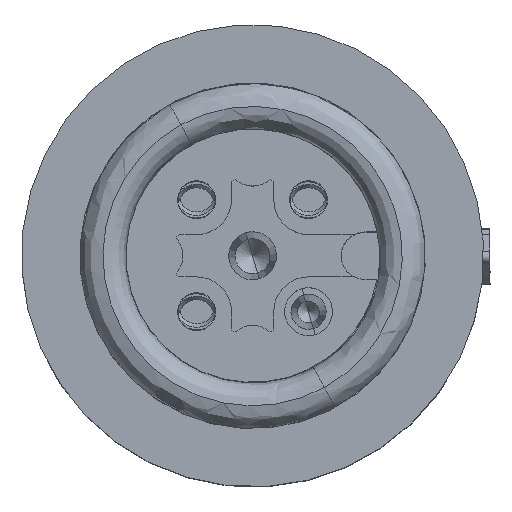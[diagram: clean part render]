
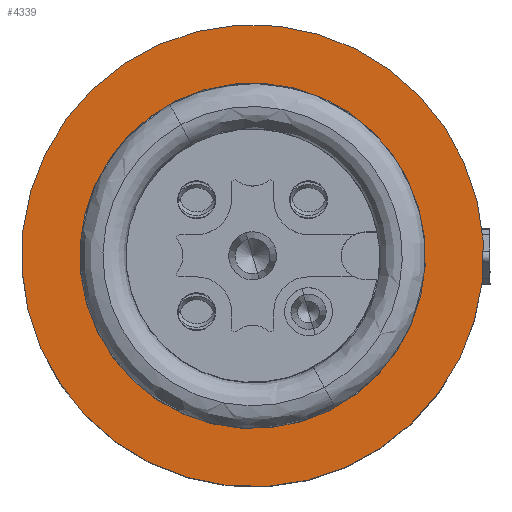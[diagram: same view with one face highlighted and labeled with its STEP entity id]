
A CAD part, top view. The second image highlights one B-rep face of the part: STEP entity #4339.
In plain terms, the highlighted planar face has unit normal (0, 0, 1).
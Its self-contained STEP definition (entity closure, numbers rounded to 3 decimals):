
#4301=AXIS2_PLACEMENT_3D('Plane Axis2P3D',#4298,#4299,#4300) ;
#4305=AXIS2_PLACEMENT_3D('Circle Axis2P3D',#4303,#4304,$) ;
#4314=AXIS2_PLACEMENT_3D('Circle Axis2P3D',#4312,#4313,$) ;
#4323=AXIS2_PLACEMENT_3D('Circle Axis2P3D',#4321,#4322,$) ;
#4332=AXIS2_PLACEMENT_3D('Circle Axis2P3D',#4330,#4331,$) ;
#4298=CARTESIAN_POINT('Axis2P3D Location',(2.138,2.138,174.9)) ;
#4303=CARTESIAN_POINT('Axis2P3D Location',(7.3,7.3,174.9)) ;
#4307=CARTESIAN_POINT('Vertex',(5.245,0.295,174.9)) ;
#4309=CARTESIAN_POINT('Vertex',(9.355,14.305,174.9)) ;
#4312=CARTESIAN_POINT('Axis2P3D Location',(7.3,7.3,174.9)) ;
#4321=CARTESIAN_POINT('Axis2P3D Location',(7.3,7.3,174.9)) ;
#4325=CARTESIAN_POINT('Vertex',(2.061,5.763,174.9)) ;
#4327=CARTESIAN_POINT('Vertex',(12.539,8.837,174.9)) ;
#4330=CARTESIAN_POINT('Axis2P3D Location',(7.3,7.3,174.9)) ;
#4299=DIRECTION('Axis2P3D Direction',(0.,0.,1.)) ;
#4300=DIRECTION('Axis2P3D XDirection',(0.707,0.707,0.)) ;
#4304=DIRECTION('Axis2P3D Direction',(0.,0.,1.)) ;
#4313=DIRECTION('Axis2P3D Direction',(0.,0.,1.)) ;
#4322=DIRECTION('Axis2P3D Direction',(0.,0.,1.)) ;
#4331=DIRECTION('Axis2P3D Direction',(0.,0.,1.)) ;
#4318=ORIENTED_EDGE('',*,*,#4311,.T.) ;
#4319=ORIENTED_EDGE('',*,*,#4316,.T.) ;
#4336=ORIENTED_EDGE('',*,*,#4329,.F.) ;
#4337=ORIENTED_EDGE('',*,*,#4334,.F.) ;
#4338=FACE_BOUND('',#4335,.T.) ;
#4339=ADVANCED_FACE('Hauptk\X2\00F6\X0\rper',(#4320,#4338),#4302,.T.) ;
#4306=CIRCLE('generated circle',#4305,7.3) ;
#4315=CIRCLE('generated circle',#4314,7.3) ;
#4324=CIRCLE('generated circle',#4323,5.46) ;
#4333=CIRCLE('generated circle',#4332,5.46) ;
#4311=EDGE_CURVE('',#4308,#4310,#4306,.T.) ;
#4316=EDGE_CURVE('',#4310,#4308,#4315,.T.) ;
#4329=EDGE_CURVE('',#4326,#4328,#4324,.T.) ;
#4334=EDGE_CURVE('',#4328,#4326,#4333,.T.) ;
#4317=EDGE_LOOP('',(#4318,#4319)) ;
#4335=EDGE_LOOP('',(#4336,#4337)) ;
#4320=FACE_OUTER_BOUND('',#4317,.T.) ;
#4302=PLANE('',#4301) ;
#4308=VERTEX_POINT('',#4307) ;
#4310=VERTEX_POINT('',#4309) ;
#4326=VERTEX_POINT('',#4325) ;
#4328=VERTEX_POINT('',#4327) ;
